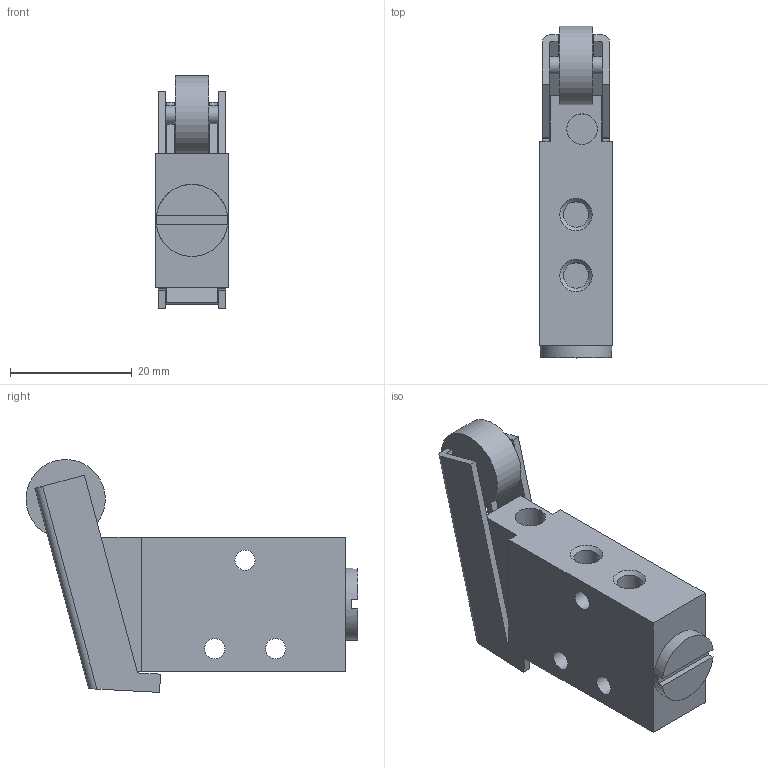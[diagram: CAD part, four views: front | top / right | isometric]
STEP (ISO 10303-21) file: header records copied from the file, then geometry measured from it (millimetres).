
FILE_DESCRIPTION(/* description */ ('CORPO 3 VIE LEVA RULLO'),/* implementation_level */ '2;1');
FILE_NAME(/* name */ '105_32_2_1.stp',/* time_stamp */ '2015-12-18T08:44:53+01:00',/* author */ ('maniean1'),/* organization */ ('Pneumax S.p.A.'),/* preprocessor_version */ 'ST-DEVELOPER v15.2',/* originating_system */ 'Autodesk Inventor 2014',/* authorisation */ '');
FILE_SCHEMA (('AUTOMOTIVE_DESIGN { 1 0 10303 214 3 1 1 }'));
Length unit declared in the file: millimetre
Products named in the file (3): 105_32_2_1(A); 105_32_2_1(B); 105_32_2_1
Bounding box: 12 x 54.4 x 38.17 mm (x, y, z)
Volume: 11447.9 mm3; surface area: 6383.7 mm2
Topology: 2 solids, 2 shells, 65 faces, 153 edges, 99 vertices
Faces by surface type: plane 41, cylinder 19, cone 3, bspline 2
Full cylindrical faces by diameter (mm): 3 x4, 3.3 x3, 4.134 x3, 5 x1, 11.8 x1, 13 x1
Entity records: 1968 total; most frequent: CARTESIAN_POINT 414, DIRECTION 308, ORIENTED_EDGE 272, EDGE_CURVE 136, AXIS2_PLACEMENT_3D 108, EDGE_LOOP 100, VERTEX_POINT 98, LINE 92
